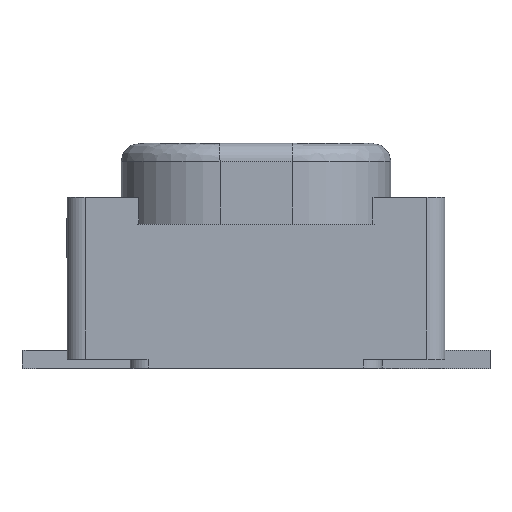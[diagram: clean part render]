
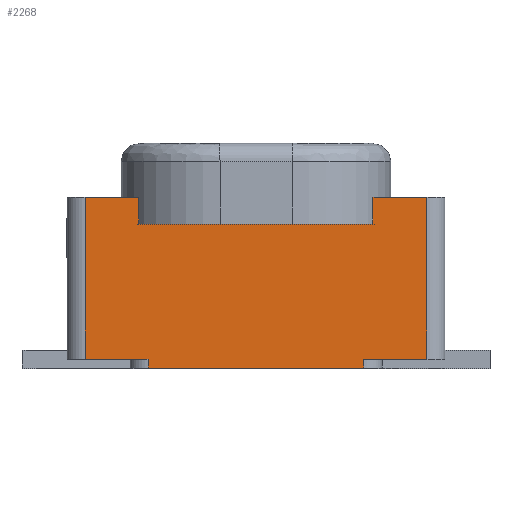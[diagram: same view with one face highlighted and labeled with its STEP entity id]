
A CAD part, top view. The second image highlights one B-rep face of the part: STEP entity #2268.
In plain terms, the highlighted planar face has unit normal (0, 0, 1).
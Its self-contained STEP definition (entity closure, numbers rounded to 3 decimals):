
#70 = VECTOR ( 'NONE', #3211, 1000. ) ;
#89 = ORIENTED_EDGE ( 'NONE', *, *, #3237, .T. ) ;
#90 = DIRECTION ( 'NONE',  ( -1., 0., 0. ) ) ;
#143 = VECTOR ( 'NONE', #615, 1000. ) ;
#145 = ORIENTED_EDGE ( 'NONE', *, *, #3344, .F. ) ;
#182 = EDGE_CURVE ( 'NONE', #222, #2177, #2125, .T. ) ;
#199 = EDGE_CURVE ( 'NONE', #2355, #1689, #1019, .T. ) ;
#222 = VERTEX_POINT ( 'NONE', #2637 ) ;
#251 = CARTESIAN_POINT ( 'NONE',  ( -1.9, 0.1, 1.675 ) ) ;
#259 = DIRECTION ( 'NONE',  ( 1., 0., 0. ) ) ;
#281 = CARTESIAN_POINT ( 'NONE',  ( -1.3, 0., 1.675 ) ) ;
#314 = CARTESIAN_POINT ( 'NONE',  ( -1.2, 0.1, 1.675 ) ) ;
#411 = EDGE_CURVE ( 'NONE', #1937, #455, #544, .T. ) ;
#455 = VERTEX_POINT ( 'NONE', #314 ) ;
#533 = ORIENTED_EDGE ( 'NONE', *, *, #1614, .T. ) ;
#544 = LINE ( 'NONE', #2794, #3201 ) ;
#552 = VECTOR ( 'NONE', #2389, 1000. ) ;
#553 = LINE ( 'NONE', #281, #2062 ) ;
#556 = LINE ( 'NONE', #576, #804 ) ;
#572 = CARTESIAN_POINT ( 'NONE',  ( -1.3, 1.6, 1.675 ) ) ;
#576 = CARTESIAN_POINT ( 'NONE',  ( -1.2, 0., 1.675 ) ) ;
#615 = DIRECTION ( 'NONE',  ( 0., -1., 0. ) ) ;
#687 = FACE_OUTER_BOUND ( 'NONE', #1838, .T. ) ;
#804 = VECTOR ( 'NONE', #1699, 1000. ) ;
#898 = ORIENTED_EDGE ( 'NONE', *, *, #2312, .T. ) ;
#962 = DIRECTION ( 'NONE',  ( 0., -1., 0. ) ) ;
#995 = ORIENTED_EDGE ( 'NONE', *, *, #3567, .T. ) ;
#1019 = LINE ( 'NONE', #2716, #552 ) ;
#1030 = CARTESIAN_POINT ( 'NONE',  ( 1.2, -3.259, 1.675 ) ) ;
#1091 = DIRECTION ( 'NONE',  ( 0., 1., 0. ) ) ;
#1181 = EDGE_CURVE ( 'NONE', #455, #2355, #556, .T. ) ;
#1186 = LINE ( 'NONE', #1501, #143 ) ;
#1233 = EDGE_CURVE ( 'NONE', #3318, #222, #1757, .T. ) ;
#1251 = EDGE_CURVE ( 'NONE', #2712, #1937, #1186, .T. ) ;
#1269 = DIRECTION ( 'NONE',  ( 0., -1., 0. ) ) ;
#1309 = LINE ( 'NONE', #1030, #3080 ) ;
#1357 = LINE ( 'NONE', #2622, #3245 ) ;
#1429 = VECTOR ( 'NONE', #2058, 1000. ) ;
#1439 = CARTESIAN_POINT ( 'NONE',  ( 1.9, 1.9, 1.675 ) ) ;
#1501 = CARTESIAN_POINT ( 'NONE',  ( -1.9, 0., 1.675 ) ) ;
#1520 = CARTESIAN_POINT ( 'NONE',  ( -2.1, 0.1, 1.675 ) ) ;
#1568 = EDGE_CURVE ( 'NONE', #2085, #3130, #553, .T. ) ;
#1571 = ORIENTED_EDGE ( 'NONE', *, *, #1251, .T. ) ;
#1574 = VECTOR ( 'NONE', #2054, 1000. ) ;
#1614 = EDGE_CURVE ( 'NONE', #3555, #2653, #1357, .T. ) ;
#1621 = ORIENTED_EDGE ( 'NONE', *, *, #1181, .T. ) ;
#1646 = CARTESIAN_POINT ( 'NONE',  ( -1.2, 0., 1.675 ) ) ;
#1689 = VERTEX_POINT ( 'NONE', #2010 ) ;
#1699 = DIRECTION ( 'NONE',  ( 0., -1., 0. ) ) ;
#1757 = LINE ( 'NONE', #1520, #1574 ) ;
#1806 = CARTESIAN_POINT ( 'NONE',  ( -1.9, 1.9, 1.675 ) ) ;
#1838 = EDGE_LOOP ( 'NONE', ( #2872, #145, #3301, #3624, #995, #533, #89, #3124, #898, #1571, #2435, #1621 ) ) ;
#1937 = VERTEX_POINT ( 'NONE', #251 ) ;
#2010 = CARTESIAN_POINT ( 'NONE',  ( 1.2, 0., 1.675 ) ) ;
#2054 = DIRECTION ( 'NONE',  ( 1., 0., 0. ) ) ;
#2058 = DIRECTION ( 'NONE',  ( -1., 0., 0. ) ) ;
#2062 = VECTOR ( 'NONE', #1091, 1000. ) ;
#2085 = VERTEX_POINT ( 'NONE', #572 ) ;
#2086 = CARTESIAN_POINT ( 'NONE',  ( 1.3, 1.6, 1.675 ) ) ;
#2125 = LINE ( 'NONE', #3230, #70 ) ;
#2128 = CARTESIAN_POINT ( 'NONE',  ( -2.1, 1.9, 1.675 ) ) ;
#2177 = VERTEX_POINT ( 'NONE', #1439 ) ;
#2268 = ADVANCED_FACE ( 'NONE', ( #687 ), #2933, .T. ) ;
#2312 = EDGE_CURVE ( 'NONE', #3130, #2712, #2972, .T. ) ;
#2355 = VERTEX_POINT ( 'NONE', #1646 ) ;
#2389 = DIRECTION ( 'NONE',  ( 1., 0., 0. ) ) ;
#2435 = ORIENTED_EDGE ( 'NONE', *, *, #411, .T. ) ;
#2524 = AXIS2_PLACEMENT_3D ( 'NONE', #2640, #2701, #2679 ) ;
#2592 = CARTESIAN_POINT ( 'NONE',  ( 1.3, 1.9, 1.675 ) ) ;
#2622 = CARTESIAN_POINT ( 'NONE',  ( 1.3, 0., 1.675 ) ) ;
#2631 = CARTESIAN_POINT ( 'NONE',  ( -2.1, 1.6, 1.675 ) ) ;
#2637 = CARTESIAN_POINT ( 'NONE',  ( 1.9, 0.1, 1.675 ) ) ;
#2640 = CARTESIAN_POINT ( 'NONE',  ( -2.1, 0., 1.675 ) ) ;
#2653 = VERTEX_POINT ( 'NONE', #2086 ) ;
#2679 = DIRECTION ( 'NONE',  ( 1., 0., 0. ) ) ;
#2701 = DIRECTION ( 'NONE',  ( 0., 0., 1. ) ) ;
#2712 = VERTEX_POINT ( 'NONE', #1806 ) ;
#2716 = CARTESIAN_POINT ( 'NONE',  ( -2.1, 0., 1.675 ) ) ;
#2794 = CARTESIAN_POINT ( 'NONE',  ( -2.1, 0.1, 1.675 ) ) ;
#2826 = LINE ( 'NONE', #3381, #1429 ) ;
#2872 = ORIENTED_EDGE ( 'NONE', *, *, #199, .T. ) ;
#2912 = VECTOR ( 'NONE', #3509, 1000. ) ;
#2933 = PLANE ( 'NONE',  #2524 ) ;
#2944 = LINE ( 'NONE', #2631, #3026 ) ;
#2972 = LINE ( 'NONE', #2128, #2912 ) ;
#3026 = VECTOR ( 'NONE', #90, 1000. ) ;
#3080 = VECTOR ( 'NONE', #1269, 1000. ) ;
#3124 = ORIENTED_EDGE ( 'NONE', *, *, #1568, .T. ) ;
#3130 = VERTEX_POINT ( 'NONE', #3383 ) ;
#3201 = VECTOR ( 'NONE', #259, 1000. ) ;
#3211 = DIRECTION ( 'NONE',  ( 0., 1., 0. ) ) ;
#3230 = CARTESIAN_POINT ( 'NONE',  ( 1.9, 0., 1.675 ) ) ;
#3237 = EDGE_CURVE ( 'NONE', #2653, #2085, #2944, .T. ) ;
#3245 = VECTOR ( 'NONE', #962, 1000. ) ;
#3301 = ORIENTED_EDGE ( 'NONE', *, *, #1233, .T. ) ;
#3318 = VERTEX_POINT ( 'NONE', #3550 ) ;
#3344 = EDGE_CURVE ( 'NONE', #3318, #1689, #1309, .T. ) ;
#3381 = CARTESIAN_POINT ( 'NONE',  ( -2.1, 1.9, 1.675 ) ) ;
#3383 = CARTESIAN_POINT ( 'NONE',  ( -1.3, 1.9, 1.675 ) ) ;
#3509 = DIRECTION ( 'NONE',  ( -1., 0., 0. ) ) ;
#3550 = CARTESIAN_POINT ( 'NONE',  ( 1.2, 0.1, 1.675 ) ) ;
#3555 = VERTEX_POINT ( 'NONE', #2592 ) ;
#3567 = EDGE_CURVE ( 'NONE', #2177, #3555, #2826, .T. ) ;
#3624 = ORIENTED_EDGE ( 'NONE', *, *, #182, .T. ) ;
